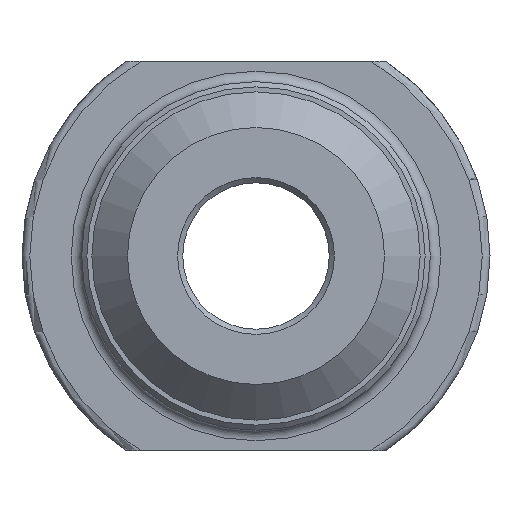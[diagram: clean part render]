
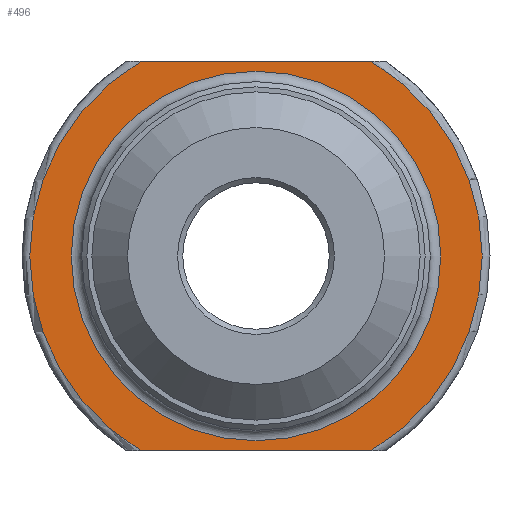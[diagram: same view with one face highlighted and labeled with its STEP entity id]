
A CAD part, left-side view. The second image highlights one B-rep face of the part: STEP entity #496.
In plain terms, the highlighted planar face has unit normal (-1, 0, 0).
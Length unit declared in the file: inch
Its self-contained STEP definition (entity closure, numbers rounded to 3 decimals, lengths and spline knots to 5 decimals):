
#43=FACE_BOUND('',#148,.T.);
#49=CIRCLE('',#525,0.434);
#81=CIRCLE('',#578,0.3545);
#82=CIRCLE('',#580,0.434);
#112=FACE_OUTER_BOUND('',#147,.T.);
#147=EDGE_LOOP('',(#445,#446,#447,#448));
#148=EDGE_LOOP('',(#449));
#157=LINE('',#775,#179);
#161=LINE('',#814,#183);
#179=VECTOR('',#591,0.3937);
#183=VECTOR('',#597,0.3937);
#207=VERTEX_POINT('',#763);
#208=VERTEX_POINT('',#774);
#215=VERTEX_POINT('',#802);
#216=VERTEX_POINT('',#813);
#248=VERTEX_POINT('',#936);
#252=EDGE_CURVE('',#208,#207,#157,.T.);
#260=EDGE_CURVE('',#216,#215,#161,.T.);
#270=EDGE_CURVE('',#208,#215,#49,.T.);
#316=EDGE_CURVE('',#248,#248,#81,.T.);
#317=EDGE_CURVE('',#216,#207,#82,.T.);
#445=ORIENTED_EDGE('',*,*,#252,.T.);
#446=ORIENTED_EDGE('',*,*,#317,.F.);
#447=ORIENTED_EDGE('',*,*,#260,.T.);
#448=ORIENTED_EDGE('',*,*,#270,.F.);
#449=ORIENTED_EDGE('',*,*,#316,.T.);
#468=PLANE('',#579);
#496=ADVANCED_FACE('',(#112,#43),#468,.T.);
#525=AXIS2_PLACEMENT_3D('',#843,#618,#619);
#578=AXIS2_PLACEMENT_3D('',#938,#738,#739);
#579=AXIS2_PLACEMENT_3D('',#939,#740,#741);
#580=AXIS2_PLACEMENT_3D('',#940,#742,#743);
#591=DIRECTION('',(0.,1.,0.));
#597=DIRECTION('',(0.,-1.,0.));
#618=DIRECTION('center_axis',(1.,0.,0.));
#619=DIRECTION('ref_axis',(0.,0.,-1.));
#738=DIRECTION('center_axis',(1.,0.,0.));
#739=DIRECTION('ref_axis',(0.,0.,-1.));
#740=DIRECTION('center_axis',(-1.,0.,0.));
#741=DIRECTION('ref_axis',(0.,0.,1.));
#742=DIRECTION('center_axis',(1.,0.,0.));
#743=DIRECTION('ref_axis',(0.,0.,-1.));
#763=CARTESIAN_POINT('',(0.983,0.22015,0.37402));
#774=CARTESIAN_POINT('',(0.983,-0.22015,0.37402));
#775=CARTESIAN_POINT('',(0.983,0.55006,0.37402));
#802=CARTESIAN_POINT('',(0.983,-0.22015,-0.37402));
#813=CARTESIAN_POINT('',(0.983,0.22015,-0.37402));
#814=CARTESIAN_POINT('',(0.983,-0.183,-0.37402));
#843=CARTESIAN_POINT('Origin',(0.983,0.,0.));
#936=CARTESIAN_POINT('',(0.983,0.,0.3545));
#938=CARTESIAN_POINT('Origin',(0.983,0.,0.));
#939=CARTESIAN_POINT('Origin',(0.983,0.434,0.));
#940=CARTESIAN_POINT('Origin',(0.983,0.,0.));
